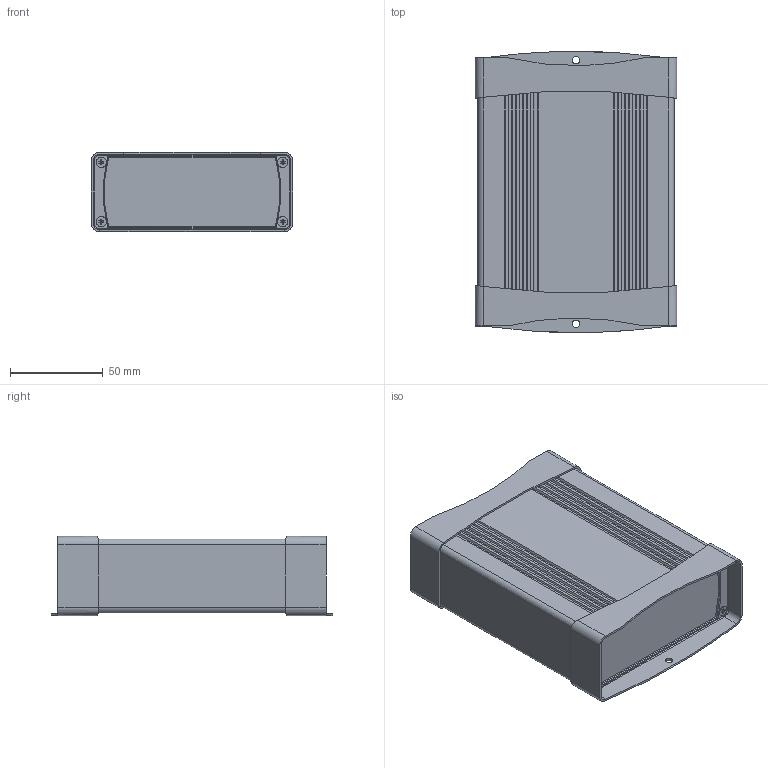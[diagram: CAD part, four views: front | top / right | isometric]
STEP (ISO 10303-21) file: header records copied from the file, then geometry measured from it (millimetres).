
FILE_DESCRIPTION(('STEP AP203'), '1');
FILE_NAME('K07_120L_case_assembly', '', ('UNSPECIFIED'), ('UNSPECIFIED'), 'ASCON STEP Converter 1.6', 'ASCON Math Kernel', '');
FILE_SCHEMA(('CONFIG_CONTROL_DESIGN'));
Length unit declared in the file: millimetre
Assembly tree (14 placements, depth 2):
  (unnamed)
    (unnamed)
    (unnamed)  x2
    (unnamed)  x2
    (unnamed)  x8
    (unnamed)
Bounding box: 108.8 x 152.2 x 42.8 mm (x, y, z)
Volume: 138164.3 mm3; surface area: 150183.8 mm2
Topology: 14 solids, 14 shells, 520 faces, 1390 edges, 924 vertices
Faces by surface type: plane 384, cylinder 82, cone 32, extrusion 10, torus 8, bspline 4
Full cylindrical faces by diameter (mm): 3 x16, 4 x2, 5.6 x8
Entity records: 11513 total; most frequent: CARTESIAN_POINT 2721, ORIENTED_EDGE 1416, DIRECTION 1353, EDGE_CURVE 708, VECTOR 599, LINE 594, VERTEX_POINT 476, AXIS2_PLACEMENT_3D 377
